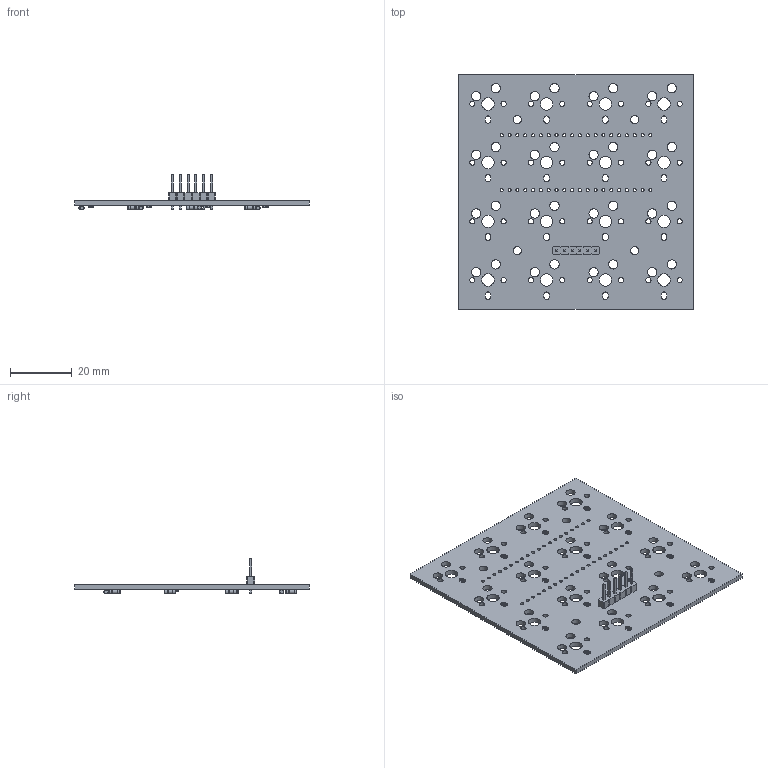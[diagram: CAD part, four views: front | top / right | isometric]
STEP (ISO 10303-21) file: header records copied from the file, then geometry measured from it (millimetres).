
FILE_DESCRIPTION(('KiCad electronic assembly'),'2;1');
FILE_NAME('Machenical_Cell_4x4_v1.1.step','2024-06-09T12:13:06',( 'Pcbnew'),('Kicad'),'Open CASCADE STEP processor 7.7', 'KiCad to STEP converter','Unknown');
FILE_SCHEMA(('AUTOMOTIVE_DESIGN { 1 0 10303 214 1 1 1 1 }'));
Length unit declared in the file: millimetre
Products named in the file (8): Machenical_Cell_4x4_v1.1 1; PinHeader_1x06_P2.54mm_Vertical; SOLID; D_MiniMELF; R_0805_2012Metric; _autosave-Machenical_Cell_4x4_v1.1 PCB
Assembly tree (37 placements, depth 3):
  Machenical_Cell_4x4_v1.1 1
    PinHeader_1x06_P2.54mm_Vertical
      SOLID
    D_MiniMELF  x16
      SOLID
    R_0805_2012Metric  x16
      SOLID
    _autosave-Machenical_Cell_4x4_v1.1 PCB
Bounding box: 76.2 x 76.2 x 11.64 mm (x, y, z)
Volume: 8525.2 mm3; surface area: 13134.3 mm2
Topology: 34 solids, 34 shells, 1420 faces, 3684 edges, 2408 vertices
Faces by surface type: plane 1050, cylinder 338, revolution 32
Full cylindrical faces by diameter (mm): 1 x46, 1.35 x32, 1.4 x48, 1.702 x32, 2.7 x4, 3 x32, 3.988 x16
Entity records: 59826 total; most frequent: CARTESIAN_POINT 12224, DIRECTION 7881, LINE 5537, VECTOR 5537, ORIENTED_EDGE 4758, PCURVE 4758, DEFINITIONAL_REPRESENTATION 4758, EDGE_CURVE 2379
